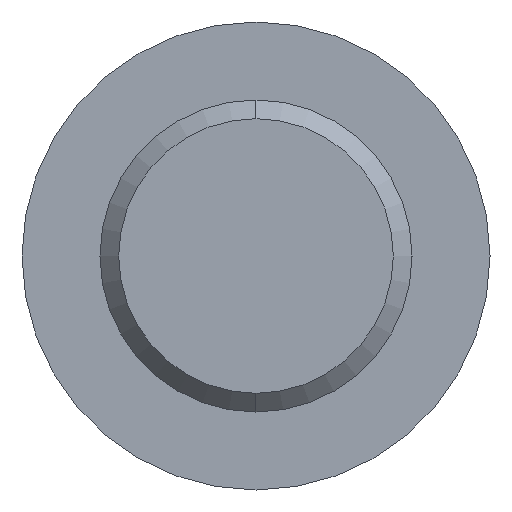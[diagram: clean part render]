
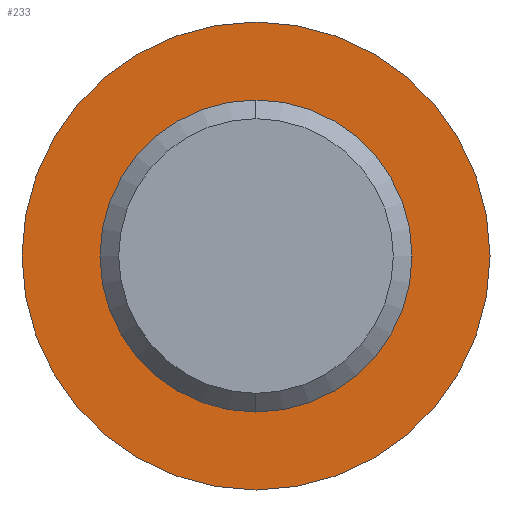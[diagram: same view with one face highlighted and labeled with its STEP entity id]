
A CAD part, left-side view. The second image highlights one B-rep face of the part: STEP entity #233.
In plain terms, the highlighted planar face has unit normal (-1, 0, 0).
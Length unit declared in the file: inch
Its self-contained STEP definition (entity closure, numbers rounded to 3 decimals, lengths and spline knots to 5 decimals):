
#2 = EDGE_CURVE ( 'NONE', #154, #65, #360, .T. ) ;
#9 = ORIENTED_EDGE ( 'NONE', *, *, #56, .F. ) ;
#19 = DIRECTION ( 'NONE',  ( 0., 0., 1. ) ) ;
#20 = CARTESIAN_POINT ( 'NONE',  ( 0., 0., 0.1405 ) ) ;
#23 = CARTESIAN_POINT ( 'NONE',  ( 0., 0., 0. ) ) ;
#33 = CIRCLE ( 'NONE', #341, 0.375 ) ;
#56 = EDGE_CURVE ( 'NONE', #480, #383, #388, .T. ) ;
#65 = VERTEX_POINT ( 'NONE', #547 ) ;
#76 = CARTESIAN_POINT ( 'NONE',  ( 0., 0., -0.1405 ) ) ;
#77 = DIRECTION ( 'NONE',  ( 0., 0., -1. ) ) ;
#87 = EDGE_CURVE ( 'NONE', #65, #154, #33, .T. ) ;
#98 = FACE_OUTER_BOUND ( 'NONE', #511, .T. ) ;
#101 = CIRCLE ( 'NONE', #447, 0.1405 ) ;
#113 = AXIS2_PLACEMENT_3D ( 'NONE', #413, #228, #77 ) ;
#135 = DIRECTION ( 'NONE',  ( -1., 0., 0. ) ) ;
#154 = VERTEX_POINT ( 'NONE', #241 ) ;
#165 = ORIENTED_EDGE ( 'NONE', *, *, #195, .F. ) ;
#173 = DIRECTION ( 'NONE',  ( 1., 0., 0. ) ) ;
#186 = DIRECTION ( 'NONE',  ( 0., 0., 1. ) ) ;
#195 = EDGE_CURVE ( 'NONE', #383, #480, #101, .T. ) ;
#224 = AXIS2_PLACEMENT_3D ( 'NONE', #487, #496, #453 ) ;
#228 = DIRECTION ( 'NONE',  ( 1., 0., 0. ) ) ;
#233 = ADVANCED_FACE ( 'NONE', ( #307, #98 ), #455, .F. ) ;
#241 = CARTESIAN_POINT ( 'NONE',  ( 0., 0., 0.375 ) ) ;
#301 = DIRECTION ( 'NONE',  ( 0., 0., -1. ) ) ;
#307 = FACE_BOUND ( 'NONE', #514, .T. ) ;
#332 = AXIS2_PLACEMENT_3D ( 'NONE', #23, #456, #186 ) ;
#341 = AXIS2_PLACEMENT_3D ( 'NONE', #529, #173, #301 ) ;
#353 = CARTESIAN_POINT ( 'NONE',  ( 0., 0., 0. ) ) ;
#360 = CIRCLE ( 'NONE', #113, 0.375 ) ;
#374 = ORIENTED_EDGE ( 'NONE', *, *, #2, .F. ) ;
#383 = VERTEX_POINT ( 'NONE', #76 ) ;
#388 = CIRCLE ( 'NONE', #332, 0.1405 ) ;
#413 = CARTESIAN_POINT ( 'NONE',  ( 0., 0., 0. ) ) ;
#447 = AXIS2_PLACEMENT_3D ( 'NONE', #353, #135, #19 ) ;
#453 = DIRECTION ( 'NONE',  ( 0., 0., -1. ) ) ;
#455 = PLANE ( 'NONE',  #224 ) ;
#456 = DIRECTION ( 'NONE',  ( -1., 0., 0. ) ) ;
#480 = VERTEX_POINT ( 'NONE', #20 ) ;
#487 = CARTESIAN_POINT ( 'NONE',  ( 0., 0., 0. ) ) ;
#496 = DIRECTION ( 'NONE',  ( 1., 0., 0. ) ) ;
#511 = EDGE_LOOP ( 'NONE', ( #551, #374 ) ) ;
#514 = EDGE_LOOP ( 'NONE', ( #9, #165 ) ) ;
#529 = CARTESIAN_POINT ( 'NONE',  ( 0., 0., 0. ) ) ;
#547 = CARTESIAN_POINT ( 'NONE',  ( 0., 0., -0.375 ) ) ;
#551 = ORIENTED_EDGE ( 'NONE', *, *, #87, .F. ) ;
